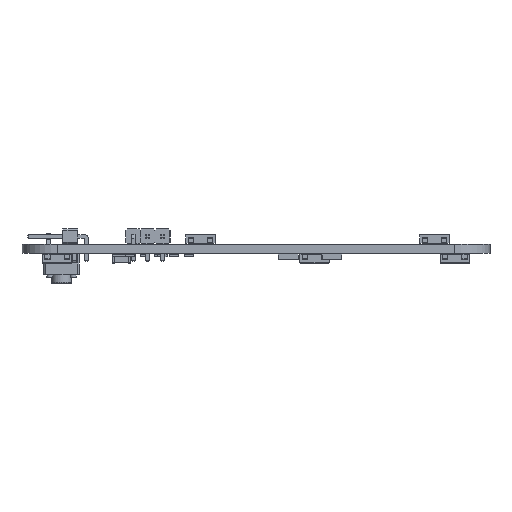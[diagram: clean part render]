
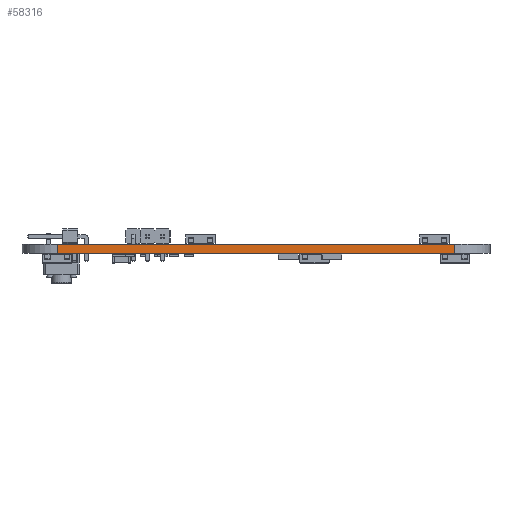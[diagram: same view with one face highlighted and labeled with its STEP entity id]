
A CAD part, left-side view. The second image highlights one B-rep face of the part: STEP entity #58316.
In plain terms, the highlighted planar face has unit normal (-1, 0, 0).
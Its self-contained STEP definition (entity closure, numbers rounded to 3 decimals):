
#51997 = PLANE('',#51998);
#51998 = AXIS2_PLACEMENT_3D('',#51999,#52000,#52001);
#51999 = CARTESIAN_POINT('',(0.,0.,
    1.6));
#52000 = DIRECTION('',(0.,0.,1.));
#52001 = DIRECTION('',(1.,0.,-0.));
#52025 = CYLINDRICAL_SURFACE('',#52026,6.);
#52026 = AXIS2_PLACEMENT_3D('',#52027,#52028,#52029);
#52027 = CARTESIAN_POINT('',(-49.5,34.,0.));
#52028 = DIRECTION('',(-0.,-0.,-1.));
#52029 = DIRECTION('',(1.,0.,-0.));
#52051 = PLANE('',#52052);
#52052 = AXIS2_PLACEMENT_3D('',#52053,#52054,#52055);
#52053 = CARTESIAN_POINT('',(0.,0.,0.));
#52054 = DIRECTION('',(0.,0.,1.));
#52055 = DIRECTION('',(1.,0.,-0.));
#52146 = VERTEX_POINT('',#52147);
#52147 = CARTESIAN_POINT('',(-55.5,34.,1.6));
#52169 = EDGE_CURVE('',#52170,#52146,#52172,.T.);
#52170 = VERTEX_POINT('',#52171);
#52171 = CARTESIAN_POINT('',(-55.5,34.,0.));
#52172 = SURFACE_CURVE('',#52173,(#52177,#52184),.PCURVE_S1.);
#52173 = LINE('',#52174,#52175);
#52174 = CARTESIAN_POINT('',(-55.5,34.,0.));
#52175 = VECTOR('',#52176,1.);
#52176 = DIRECTION('',(0.,0.,1.));
#52177 = PCURVE('',#52025,#52178);
#52178 = DEFINITIONAL_REPRESENTATION('',(#52179),#52183);
#52179 = LINE('',#52180,#52181);
#52180 = CARTESIAN_POINT('',(-3.142,0.));
#52181 = VECTOR('',#52182,1.);
#52182 = DIRECTION('',(-0.,-1.));
#52183 = ( GEOMETRIC_REPRESENTATION_CONTEXT(2) 
PARAMETRIC_REPRESENTATION_CONTEXT() REPRESENTATION_CONTEXT('2D SPACE',''
  ) );
#52184 = PCURVE('',#52185,#52190);
#52185 = PLANE('',#52186);
#52186 = AXIS2_PLACEMENT_3D('',#52187,#52188,#52189);
#52187 = CARTESIAN_POINT('',(-55.5,34.,0.));
#52188 = DIRECTION('',(1.,0.,-0.));
#52189 = DIRECTION('',(0.,-1.,0.));
#52190 = DEFINITIONAL_REPRESENTATION('',(#52191),#52195);
#52191 = LINE('',#52192,#52193);
#52192 = CARTESIAN_POINT('',(0.,0.));
#52193 = VECTOR('',#52194,1.);
#52194 = DIRECTION('',(0.,-1.));
#52195 = ( GEOMETRIC_REPRESENTATION_CONTEXT(2) 
PARAMETRIC_REPRESENTATION_CONTEXT() REPRESENTATION_CONTEXT('2D SPACE',''
  ) );
#52224 = EDGE_CURVE('',#52170,#52225,#52227,.T.);
#52225 = VERTEX_POINT('',#52226);
#52226 = CARTESIAN_POINT('',(-55.5,-34.,0.));
#52227 = SURFACE_CURVE('',#52228,(#52232,#52239),.PCURVE_S1.);
#52228 = LINE('',#52229,#52230);
#52229 = CARTESIAN_POINT('',(-55.5,34.,0.));
#52230 = VECTOR('',#52231,1.);
#52231 = DIRECTION('',(0.,-1.,0.));
#52232 = PCURVE('',#52051,#52233);
#52233 = DEFINITIONAL_REPRESENTATION('',(#52234),#52238);
#52234 = LINE('',#52235,#52236);
#52235 = CARTESIAN_POINT('',(-55.5,34.));
#52236 = VECTOR('',#52237,1.);
#52237 = DIRECTION('',(0.,-1.));
#52238 = ( GEOMETRIC_REPRESENTATION_CONTEXT(2) 
PARAMETRIC_REPRESENTATION_CONTEXT() REPRESENTATION_CONTEXT('2D SPACE',''
  ) );
#52239 = PCURVE('',#52185,#52240);
#52240 = DEFINITIONAL_REPRESENTATION('',(#52241),#52245);
#52241 = LINE('',#52242,#52243);
#52242 = CARTESIAN_POINT('',(0.,0.));
#52243 = VECTOR('',#52244,1.);
#52244 = DIRECTION('',(1.,0.));
#52245 = ( GEOMETRIC_REPRESENTATION_CONTEXT(2) 
PARAMETRIC_REPRESENTATION_CONTEXT() REPRESENTATION_CONTEXT('2D SPACE',''
  ) );
#52264 = CYLINDRICAL_SURFACE('',#52265,6.);
#52265 = AXIS2_PLACEMENT_3D('',#52266,#52267,#52268);
#52266 = CARTESIAN_POINT('',(-49.5,-34.,0.));
#52267 = DIRECTION('',(-0.,-0.,-1.));
#52268 = DIRECTION('',(1.,0.,-0.));
#55522 = EDGE_CURVE('',#52146,#55523,#55525,.T.);
#55523 = VERTEX_POINT('',#55524);
#55524 = CARTESIAN_POINT('',(-55.5,-34.,1.6));
#55525 = SURFACE_CURVE('',#55526,(#55530,#55537),.PCURVE_S1.);
#55526 = LINE('',#55527,#55528);
#55527 = CARTESIAN_POINT('',(-55.5,34.,1.6));
#55528 = VECTOR('',#55529,1.);
#55529 = DIRECTION('',(0.,-1.,0.));
#55530 = PCURVE('',#51997,#55531);
#55531 = DEFINITIONAL_REPRESENTATION('',(#55532),#55536);
#55532 = LINE('',#55533,#55534);
#55533 = CARTESIAN_POINT('',(-55.5,34.));
#55534 = VECTOR('',#55535,1.);
#55535 = DIRECTION('',(0.,-1.));
#55536 = ( GEOMETRIC_REPRESENTATION_CONTEXT(2) 
PARAMETRIC_REPRESENTATION_CONTEXT() REPRESENTATION_CONTEXT('2D SPACE',''
  ) );
#55537 = PCURVE('',#52185,#55538);
#55538 = DEFINITIONAL_REPRESENTATION('',(#55539),#55543);
#55539 = LINE('',#55540,#55541);
#55540 = CARTESIAN_POINT('',(0.,-1.6));
#55541 = VECTOR('',#55542,1.);
#55542 = DIRECTION('',(1.,0.));
#55543 = ( GEOMETRIC_REPRESENTATION_CONTEXT(2) 
PARAMETRIC_REPRESENTATION_CONTEXT() REPRESENTATION_CONTEXT('2D SPACE',''
  ) );
#58316 = ADVANCED_FACE('',(#58317),#52185,.F.);
#58317 = FACE_BOUND('',#58318,.F.);
#58318 = EDGE_LOOP('',(#58319,#58320,#58321,#58342));
#58319 = ORIENTED_EDGE('',*,*,#52169,.T.);
#58320 = ORIENTED_EDGE('',*,*,#55522,.T.);
#58321 = ORIENTED_EDGE('',*,*,#58322,.F.);
#58322 = EDGE_CURVE('',#52225,#55523,#58323,.T.);
#58323 = SURFACE_CURVE('',#58324,(#58328,#58335),.PCURVE_S1.);
#58324 = LINE('',#58325,#58326);
#58325 = CARTESIAN_POINT('',(-55.5,-34.,0.));
#58326 = VECTOR('',#58327,1.);
#58327 = DIRECTION('',(0.,0.,1.));
#58328 = PCURVE('',#52185,#58329);
#58329 = DEFINITIONAL_REPRESENTATION('',(#58330),#58334);
#58330 = LINE('',#58331,#58332);
#58331 = CARTESIAN_POINT('',(68.,0.));
#58332 = VECTOR('',#58333,1.);
#58333 = DIRECTION('',(0.,-1.));
#58334 = ( GEOMETRIC_REPRESENTATION_CONTEXT(2) 
PARAMETRIC_REPRESENTATION_CONTEXT() REPRESENTATION_CONTEXT('2D SPACE',''
  ) );
#58335 = PCURVE('',#52264,#58336);
#58336 = DEFINITIONAL_REPRESENTATION('',(#58337),#58341);
#58337 = LINE('',#58338,#58339);
#58338 = CARTESIAN_POINT('',(-3.142,0.));
#58339 = VECTOR('',#58340,1.);
#58340 = DIRECTION('',(-0.,-1.));
#58341 = ( GEOMETRIC_REPRESENTATION_CONTEXT(2) 
PARAMETRIC_REPRESENTATION_CONTEXT() REPRESENTATION_CONTEXT('2D SPACE',''
  ) );
#58342 = ORIENTED_EDGE('',*,*,#52224,.F.);
